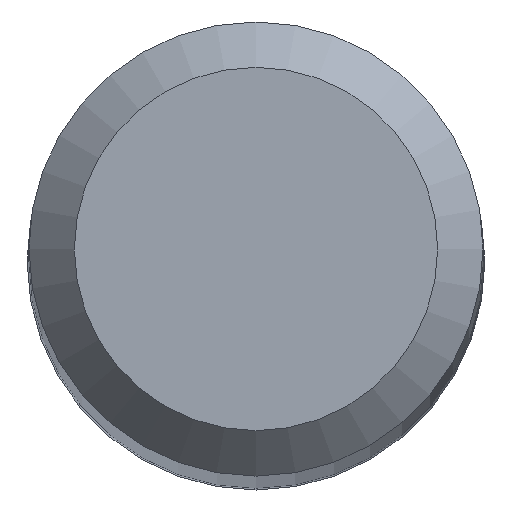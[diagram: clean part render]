
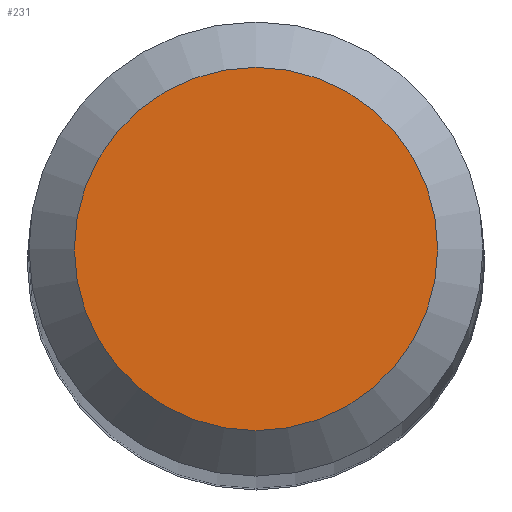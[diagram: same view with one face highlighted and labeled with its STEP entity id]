
A CAD part, top view. The second image highlights one B-rep face of the part: STEP entity #231.
In plain terms, the highlighted planar face has unit normal (0, 0, 1).
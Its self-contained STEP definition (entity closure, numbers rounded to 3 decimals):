
#2 = ORIENTED_EDGE ( 'NONE', *, *, #41, .F. ) ;
#16 = DIRECTION ( 'NONE',  ( 0., 1., 0. ) ) ;
#38 = PLANE ( 'NONE',  #91 ) ;
#41 = EDGE_CURVE ( 'NONE', #157, #157, #106, .T. ) ;
#50 = EDGE_LOOP ( 'NONE', ( #2 ) ) ;
#62 = DIRECTION ( 'NONE',  ( 0., 0., -1. ) ) ;
#91 = AXIS2_PLACEMENT_3D ( 'NONE', #247, #62, #16 ) ;
#106 = CIRCLE ( 'NONE', #147, 0.6 ) ;
#127 = FACE_OUTER_BOUND ( 'NONE', #50, .T. ) ;
#147 = AXIS2_PLACEMENT_3D ( 'NONE', #213, #148, #193 ) ;
#148 = DIRECTION ( 'NONE',  ( 0., 0., -1. ) ) ;
#157 = VERTEX_POINT ( 'NONE', #203 ) ;
#193 = DIRECTION ( 'NONE',  ( 0., 1., 0. ) ) ;
#203 = CARTESIAN_POINT ( 'NONE',  ( 0., 0.6, 30. ) ) ;
#213 = CARTESIAN_POINT ( 'NONE',  ( 0., 0., 30. ) ) ;
#231 = ADVANCED_FACE ( 'NONE', ( #127 ), #38, .F. ) ;
#247 = CARTESIAN_POINT ( 'NONE',  ( 0., 0., 30. ) ) ;
